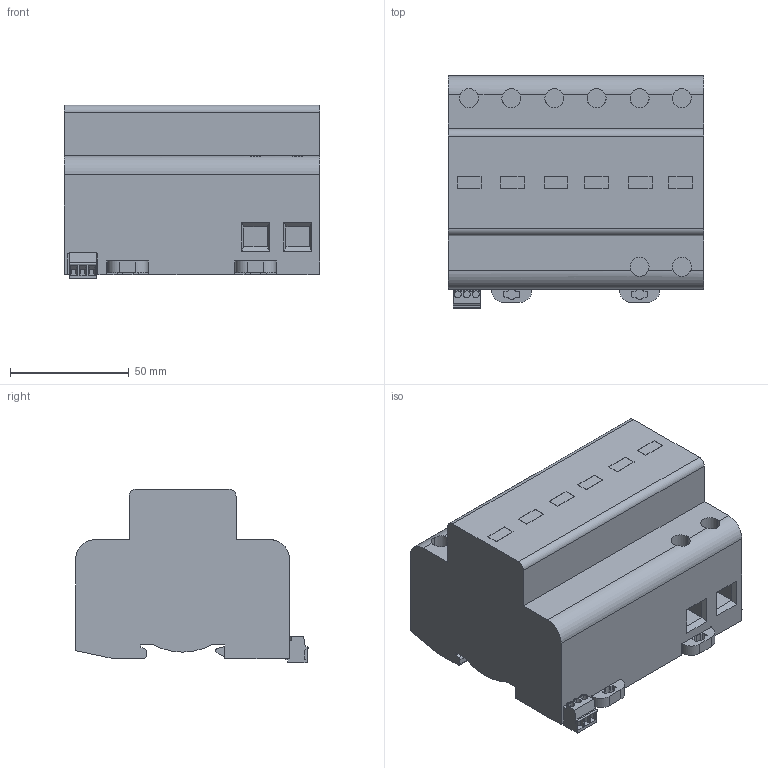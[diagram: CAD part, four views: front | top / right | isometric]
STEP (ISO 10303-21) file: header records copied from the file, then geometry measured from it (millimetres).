
FILE_DESCRIPTION(('CATIA V5 STEP Exchange','CAx-IF Rec.Pracs.--- Model Styling and Organization---1.4--- 2014-01-23'),'2;1');
FILE_NAME ('D1472156_0', '2021-01-28T12:12:50+00:00', ('none'), ('Weidmueller'), 'CATIA Version 5-6 Release 2016 SP3 HF44', 'CATIA V5 STEP AP214', 'none');
FILE_SCHEMA(('AUTOMOTIVE_DESIGN { 1 0 10303 214 1 1 1 1 }'));
Length unit declared in the file: millimetre
Products named in the file (1): S3D_VPU_AC_I_3_R_275_25_LCF_MB
Bounding box: 107.7 x 97.9 x 73.09 mm (x, y, z)
Volume: 549505.3 mm3; surface area: 58105.8 mm2
Topology: 13 solids, 13 shells, 535 faces, 1464 edges, 988 vertices
Faces by surface type: plane 416, cylinder 91, extrusion 16, cone 12
Entity records: 16770 total; most frequent: CARTESIAN_POINT 3330, ORIENTED_EDGE 2928, DIRECTION 2125, EDGE_CURVE 1464, VECTOR 1169, LINE 1153, VERTEX_POINT 988, AXIS2_PLACEMENT_3D 587
